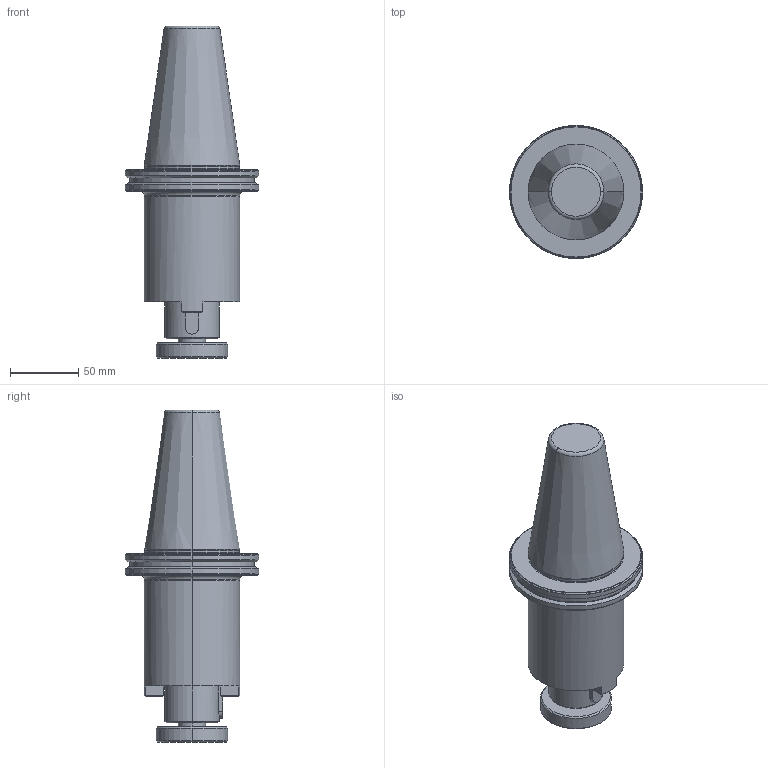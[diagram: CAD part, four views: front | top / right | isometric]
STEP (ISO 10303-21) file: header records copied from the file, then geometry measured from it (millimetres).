
FILE_DESCRIPTION (( 'STEP AP203' ), '1' );
FILE_NAME ('SK 50 CSMA40 100 AD-6.3G15000 SL SP.STEP', '2019-05-09T09:56:42', ( '' ), ( '' ), 'SwSTEP 2.0', 'SolidWorks 2014', '' );
FILE_SCHEMA (( 'CONFIG_CONTROL_DESIGN' ));
Length unit declared in the file: millimetre
Products named in the file (1): SK 50 CSMA40 100 AD-6.3G15000 SL SP
Bounding box: 97.5 x 97.5 x 242.75 mm (x, y, z)
Volume: 742282.2 mm3; surface area: 65348.5 mm2
Topology: 2 solids, 2 shells, 96 faces, 212 edges, 126 vertices
Faces by surface type: cone 30, cylinder 24, plane 24, torus 16, bspline 2
Entity records: 2978 total; most frequent: CARTESIAN_POINT 726, DIRECTION 508, ORIENTED_EDGE 424, AXIS2_PLACEMENT_3D 215, EDGE_CURVE 212, VERTEX_POINT 126, CIRCLE 120, EDGE_LOOP 102
